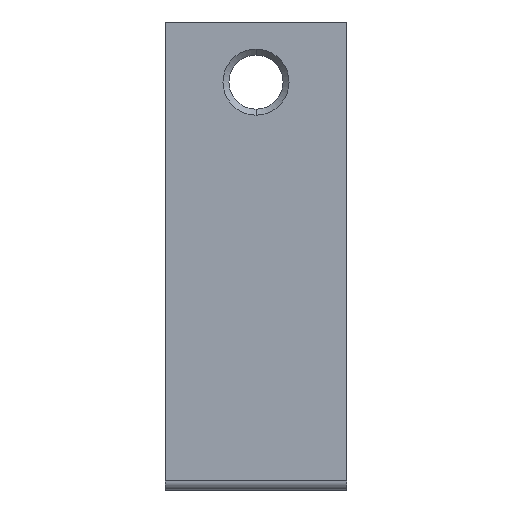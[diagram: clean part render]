
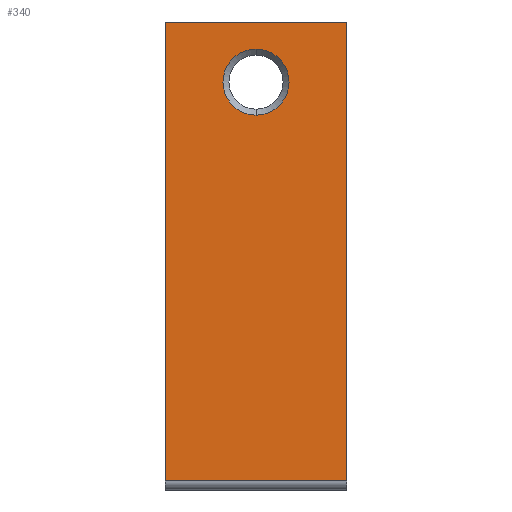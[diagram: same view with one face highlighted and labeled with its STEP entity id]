
A CAD part, front view. The second image highlights one B-rep face of the part: STEP entity #340.
In plain terms, the highlighted planar face has unit normal (0, -1, 0).
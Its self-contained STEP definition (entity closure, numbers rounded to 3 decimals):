
#17 = EDGE_CURVE ( 'NONE', #584, #314, #198, .T. ) ;
#21 = FACE_BOUND ( 'NONE', #1304, .T. ) ;
#114 = VECTOR ( 'NONE', #549, 1000. ) ;
#123 = DIRECTION ( 'NONE',  ( 1., 0., 0. ) ) ;
#164 = VERTEX_POINT ( 'NONE', #1351 ) ;
#198 = LINE ( 'NONE', #667, #114 ) ;
#275 = CARTESIAN_POINT ( 'NONE',  ( 0., 0., 70. ) ) ;
#283 = VERTEX_POINT ( 'NONE', #1296 ) ;
#289 = DIRECTION ( 'NONE',  ( 0., 0., -1. ) ) ;
#294 = DIRECTION ( 'NONE',  ( 0., 0., 1. ) ) ;
#303 = CARTESIAN_POINT ( 'NONE',  ( -15.1, 0., 80. ) ) ;
#307 = DIRECTION ( 'NONE',  ( 0., 0., 1. ) ) ;
#314 = VERTEX_POINT ( 'NONE', #1161 ) ;
#340 = ADVANCED_FACE ( 'NONE', ( #21, #629 ), #1075, .F. ) ;
#347 = EDGE_CURVE ( 'NONE', #164, #980, #724, .T. ) ;
#373 = VECTOR ( 'NONE', #123, 1000. ) ;
#395 = DIRECTION ( 'NONE',  ( 0., 1., 0. ) ) ;
#412 = LINE ( 'NONE', #469, #373 ) ;
#469 = CARTESIAN_POINT ( 'NONE',  ( 15.1, 0., 3.621 ) ) ;
#509 = AXIS2_PLACEMENT_3D ( 'NONE', #614, #395, #307 ) ;
#517 = ORIENTED_EDGE ( 'NONE', *, *, #1194, .F. ) ;
#549 = DIRECTION ( 'NONE',  ( -1., 0., 0. ) ) ;
#574 = EDGE_CURVE ( 'NONE', #314, #831, #1035, .T. ) ;
#583 = AXIS2_PLACEMENT_3D ( 'NONE', #275, #1179, #294 ) ;
#584 = VERTEX_POINT ( 'NONE', #1356 ) ;
#588 = CARTESIAN_POINT ( 'NONE',  ( 0., 0., 70. ) ) ;
#614 = CARTESIAN_POINT ( 'NONE',  ( 15.1, 0., 80. ) ) ;
#629 = FACE_OUTER_BOUND ( 'NONE', #1345, .T. ) ;
#667 = CARTESIAN_POINT ( 'NONE',  ( 15.1, 0., 80. ) ) ;
#679 = CIRCLE ( 'NONE', #1357, 5.5 ) ;
#685 = DIRECTION ( 'NONE',  ( 0., 0., -1. ) ) ;
#708 = DIRECTION ( 'NONE',  ( 0., 1., 0. ) ) ;
#718 = ORIENTED_EDGE ( 'NONE', *, *, #954, .T. ) ;
#724 = CIRCLE ( 'NONE', #583, 5.5 ) ;
#801 = ORIENTED_EDGE ( 'NONE', *, *, #944, .T. ) ;
#831 = VERTEX_POINT ( 'NONE', #1244 ) ;
#900 = CARTESIAN_POINT ( 'NONE',  ( 15.1, 0., 80. ) ) ;
#909 = ORIENTED_EDGE ( 'NONE', *, *, #17, .T. ) ;
#927 = DIRECTION ( 'NONE',  ( 0., 0., 1. ) ) ;
#944 = EDGE_CURVE ( 'NONE', #831, #283, #412, .T. ) ;
#954 = EDGE_CURVE ( 'NONE', #980, #164, #679, .T. ) ;
#980 = VERTEX_POINT ( 'NONE', #1032 ) ;
#987 = LINE ( 'NONE', #900, #1252 ) ;
#1004 = VECTOR ( 'NONE', #289, 1000. ) ;
#1032 = CARTESIAN_POINT ( 'NONE',  ( 0., 0., 75.5 ) ) ;
#1035 = LINE ( 'NONE', #303, #1004 ) ;
#1041 = ORIENTED_EDGE ( 'NONE', *, *, #347, .T. ) ;
#1075 = PLANE ( 'NONE',  #509 ) ;
#1161 = CARTESIAN_POINT ( 'NONE',  ( -15.1, 0., 80. ) ) ;
#1179 = DIRECTION ( 'NONE',  ( 0., 1., 0. ) ) ;
#1194 = EDGE_CURVE ( 'NONE', #584, #283, #987, .T. ) ;
#1244 = CARTESIAN_POINT ( 'NONE',  ( -15.1, 0., 3.621 ) ) ;
#1252 = VECTOR ( 'NONE', #685, 1000. ) ;
#1262 = ORIENTED_EDGE ( 'NONE', *, *, #574, .T. ) ;
#1296 = CARTESIAN_POINT ( 'NONE',  ( 15.1, 0., 3.621 ) ) ;
#1304 = EDGE_LOOP ( 'NONE', ( #1041, #718 ) ) ;
#1345 = EDGE_LOOP ( 'NONE', ( #1262, #801, #517, #909 ) ) ;
#1351 = CARTESIAN_POINT ( 'NONE',  ( 0., 0., 64.5 ) ) ;
#1356 = CARTESIAN_POINT ( 'NONE',  ( 15.1, 0., 80. ) ) ;
#1357 = AXIS2_PLACEMENT_3D ( 'NONE', #588, #708, #927 ) ;
